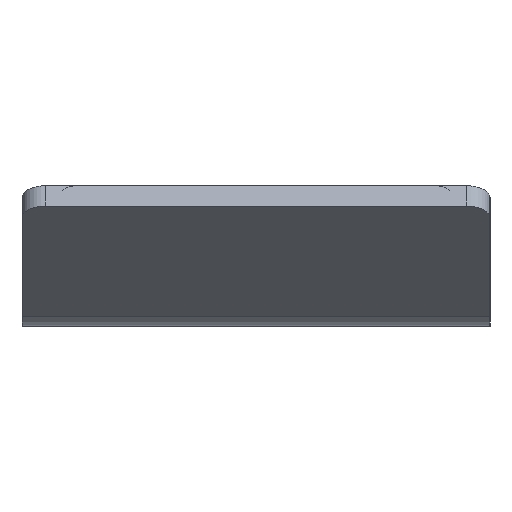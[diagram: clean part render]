
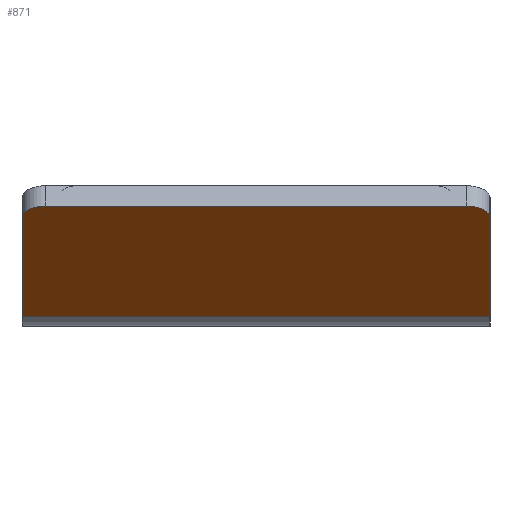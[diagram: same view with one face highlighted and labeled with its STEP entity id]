
A CAD part, left-side view. The second image highlights one B-rep face of the part: STEP entity #871.
In plain terms, the highlighted planar face has unit normal (-0.5, 0, -0.866).
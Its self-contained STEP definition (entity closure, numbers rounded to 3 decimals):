
#31=DIRECTION('',(-0.866,0.,0.5));
#32=VECTOR('',#31,42.326);
#33=CARTESIAN_POINT('',(235.719,0.,-227.99));
#34=LINE('',#33,#32);
#39=CARTESIAN_POINT('',(199.064,95.,-206.828));
#40=DIRECTION('',(0.5,0.,0.866));
#41=DIRECTION('',(0.,1.,0.));
#42=AXIS2_PLACEMENT_3D('',#39,#40,#41);
#44=DIRECTION('',(0.,-1.,0.));
#45=VECTOR('',#44,90.);
#46=CARTESIAN_POINT('',(194.734,95.,-204.328));
#47=LINE('',#46,#45);
#48=CARTESIAN_POINT('',(199.064,5.,-206.828));
#49=DIRECTION('',(0.5,0.,0.866));
#50=DIRECTION('',(-0.866,0.,0.5));
#51=AXIS2_PLACEMENT_3D('',#48,#49,#50);
#173=DIRECTION('',(0.866,0.,-0.5));
#174=VECTOR('',#173,42.326);
#175=CARTESIAN_POINT('',(199.064,100.,-206.828));
#176=LINE('',#175,#174);
#215=DIRECTION('',(0.,-1.,0.));
#216=VECTOR('',#215,100.);
#217=CARTESIAN_POINT('',(235.719,100.,-227.99));
#218=LINE('',#217,#216);
#629=CARTESIAN_POINT('',(199.064,0.,-206.828));
#631=VERTEX_POINT('',#629);
#647=CARTESIAN_POINT('',(235.719,0.,-227.99));
#648=VERTEX_POINT('',#647);
#649=CARTESIAN_POINT('',(194.734,5.,-204.328));
#650=VERTEX_POINT('',#649);
#653=CARTESIAN_POINT('',(199.064,100.,-206.828));
#654=CARTESIAN_POINT('',(194.734,95.,-204.328));
#655=VERTEX_POINT('',#653);
#656=VERTEX_POINT('',#654);
#657=CARTESIAN_POINT('',(235.719,100.,-227.99));
#658=VERTEX_POINT('',#657);
#854=CARTESIAN_POINT('',(235.719,0.,-227.99));
#855=DIRECTION('',(-0.5,0.,-0.866));
#856=DIRECTION('',(-0.866,0.,0.5));
#857=AXIS2_PLACEMENT_3D('',#854,#855,#856);
#858=PLANE('',#857);
#860=ORIENTED_EDGE('',*,*,#859,.T.);
#862=ORIENTED_EDGE('',*,*,#861,.T.);
#863=ORIENTED_EDGE('',*,*,#844,.T.);
#864=ORIENTED_EDGE('',*,*,#834,.F.);
#866=ORIENTED_EDGE('',*,*,#865,.F.);
#868=ORIENTED_EDGE('',*,*,#867,.F.);
#869=EDGE_LOOP('',(#860,#862,#863,#864,#866,#868));
#870=FACE_OUTER_BOUND('',#869,.F.);
#871=ADVANCED_FACE('',(#870),#858,.T.);
#43=CIRCLE('',#42,5.);
#52=CIRCLE('',#51,5.);
#834=EDGE_CURVE('',#648,#631,#34,.T.);
#844=EDGE_CURVE('',#650,#631,#52,.T.);
#859=EDGE_CURVE('',#655,#656,#43,.T.);
#861=EDGE_CURVE('',#656,#650,#47,.T.);
#865=EDGE_CURVE('',#658,#648,#218,.T.);
#867=EDGE_CURVE('',#655,#658,#176,.T.);
